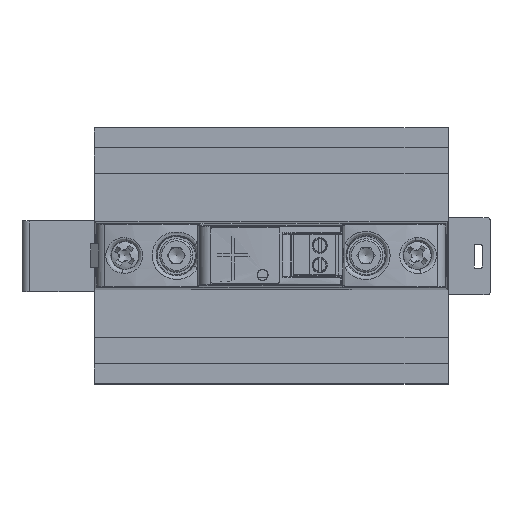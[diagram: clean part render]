
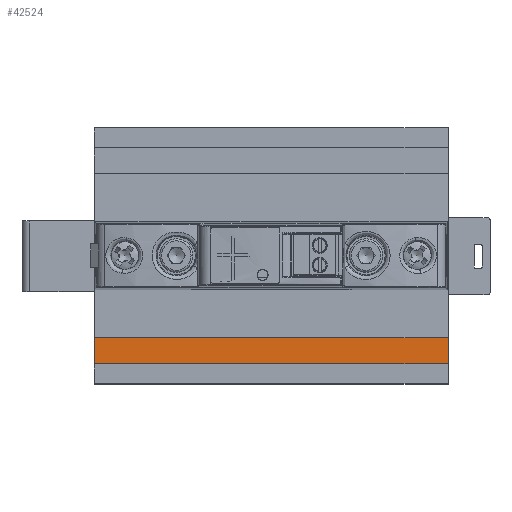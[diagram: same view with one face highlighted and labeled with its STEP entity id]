
A CAD part, top view. The second image highlights one B-rep face of the part: STEP entity #42524.
In plain terms, the highlighted planar face has unit normal (0, 0, 1).
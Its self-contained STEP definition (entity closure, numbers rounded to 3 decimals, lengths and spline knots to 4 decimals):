
#1329=LINE('',#66826,#5548);
#1330=LINE('',#66829,#5549);
#1331=LINE('',#66831,#5550);
#1332=LINE('',#66832,#5551);
#5548=VECTOR('',#51235,3.5433);
#5549=VECTOR('',#51238,0.4173);
#5550=VECTOR('',#51239,0.4173);
#5551=VECTOR('',#51240,3.5433);
#9164=PLANE('',#45254);
#11646=FACE_OUTER_BOUND('',#13843,.T.);
#13843=EDGE_LOOP('',(#30187,#30188,#30189,#30190));
#18400=VERTEX_POINT('',#66822);
#18401=VERTEX_POINT('',#66824);
#18402=VERTEX_POINT('',#66828);
#18403=VERTEX_POINT('',#66830);
#22897=EDGE_CURVE('',#18401,#18400,#1329,.T.);
#22898=EDGE_CURVE('',#18400,#18402,#1330,.T.);
#22899=EDGE_CURVE('',#18403,#18401,#1331,.T.);
#22900=EDGE_CURVE('',#18403,#18402,#1332,.T.);
#30187=ORIENTED_EDGE('',*,*,#22898,.F.);
#30188=ORIENTED_EDGE('',*,*,#22897,.F.);
#30189=ORIENTED_EDGE('',*,*,#22899,.F.);
#30190=ORIENTED_EDGE('',*,*,#22900,.T.);
#42524=ADVANCED_FACE('',(#11646),#9164,.F.);
#45254=AXIS2_PLACEMENT_3D('',#66827,#51236,#51237);
#51235=DIRECTION('',(-1.,0.,0.));
#51236=DIRECTION('center_axis',(0.,0.,
-1.));
#51237=DIRECTION('ref_axis',(1.,0.,0.));
#51238=DIRECTION('',(0.,1.,0.));
#51239=DIRECTION('',(0.,-1.,0.));
#51240=DIRECTION('',(-1.,0.,0.));
#66822=CARTESIAN_POINT('',(-1.7717,-1.1619,-0.315));
#66824=CARTESIAN_POINT('',(1.7717,-1.1619,-0.315));
#66826=CARTESIAN_POINT('',(1.7717,-1.1619,-0.315));
#66827=CARTESIAN_POINT('Origin',(1.7717,-1.1619,-0.315));
#66828=CARTESIAN_POINT('',(-1.7717,-0.7446,-0.315));
#66829=CARTESIAN_POINT('',(-1.7717,-1.28,-0.315));
#66830=CARTESIAN_POINT('',(1.7717,-0.7446,-0.315));
#66831=CARTESIAN_POINT('',(1.7717,-1.28,-0.315));
#66832=CARTESIAN_POINT('',(1.7717,-0.7446,-0.315));
